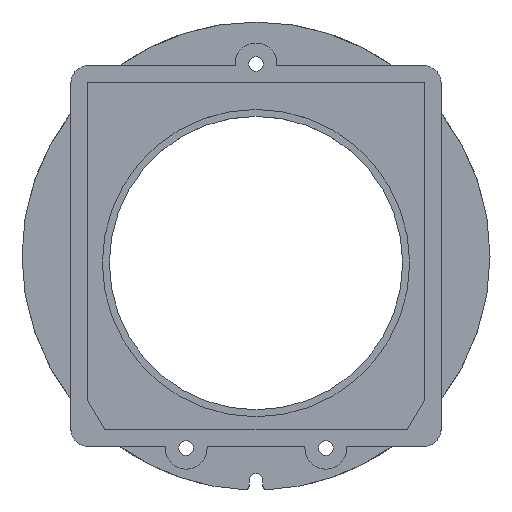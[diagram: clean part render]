
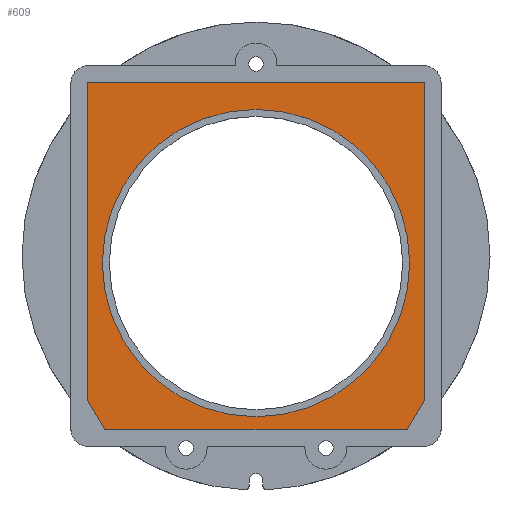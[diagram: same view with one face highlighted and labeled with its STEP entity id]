
A CAD part, top view. The second image highlights one B-rep face of the part: STEP entity #609.
In plain terms, the highlighted planar face has unit normal (0, 0, 1).
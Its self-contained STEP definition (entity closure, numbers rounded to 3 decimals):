
#2 = VECTOR ( 'NONE', #646, 1000. ) ;
#31 = VECTOR ( 'NONE', #145, 1000. ) ;
#42 = VERTEX_POINT ( 'NONE', #68 ) ;
#59 = DIRECTION ( 'NONE',  ( 0., 0., 1. ) ) ;
#60 = EDGE_CURVE ( 'NONE', #130, #893, #1249, .T. ) ;
#68 = CARTESIAN_POINT ( 'NONE',  ( -43.25, -49.75, 5. ) ) ;
#88 = LINE ( 'NONE', #344, #371 ) ;
#130 = VERTEX_POINT ( 'NONE', #184 ) ;
#131 = CARTESIAN_POINT ( 'NONE',  ( -48.25, 49.75, 5. ) ) ;
#135 = VERTEX_POINT ( 'NONE', #452 ) ;
#145 = DIRECTION ( 'NONE',  ( -1., 0., 0. ) ) ;
#172 = DIRECTION ( 'NONE',  ( 1., 0., 0. ) ) ;
#183 = DIRECTION ( 'NONE',  ( 0., 0., 1. ) ) ;
#184 = CARTESIAN_POINT ( 'NONE',  ( 44., -2., 5. ) ) ;
#230 = EDGE_CURVE ( 'NONE', #889, #135, #378, .T. ) ;
#238 = VERTEX_POINT ( 'NONE', #1365 ) ;
#275 = ORIENTED_EDGE ( 'NONE', *, *, #60, .F. ) ;
#296 = DIRECTION ( 'NONE',  ( 0., 0., 1. ) ) ;
#321 = CARTESIAN_POINT ( 'NONE',  ( -48.25, -49.75, 5. ) ) ;
#344 = CARTESIAN_POINT ( 'NONE',  ( -48.25, -41.25, 5. ) ) ;
#360 = LINE ( 'NONE', #321, #1005 ) ;
#371 = VECTOR ( 'NONE', #1662, 1000. ) ;
#378 = LINE ( 'NONE', #500, #2 ) ;
#400 = EDGE_CURVE ( 'NONE', #135, #238, #1669, .T. ) ;
#425 = CARTESIAN_POINT ( 'NONE',  ( -44., -2., 5. ) ) ;
#427 = ORIENTED_EDGE ( 'NONE', *, *, #1691, .F. ) ;
#452 = CARTESIAN_POINT ( 'NONE',  ( 48.25, -41.25, 5. ) ) ;
#462 = ORIENTED_EDGE ( 'NONE', *, *, #1554, .T. ) ;
#500 = CARTESIAN_POINT ( 'NONE',  ( 48.25, -41.25, 5. ) ) ;
#512 = DIRECTION ( 'NONE',  ( 1., 0., 0. ) ) ;
#575 = EDGE_CURVE ( 'NONE', #42, #889, #360, .T. ) ;
#594 = VERTEX_POINT ( 'NONE', #1608 ) ;
#609 = ADVANCED_FACE ( 'NONE', ( #1791, #930 ), #1204, .T. ) ;
#626 = CARTESIAN_POINT ( 'NONE',  ( 0., -2., 5. ) ) ;
#646 = DIRECTION ( 'NONE',  ( 0.507, 0.862, 0. ) ) ;
#683 = CARTESIAN_POINT ( 'NONE',  ( 48.25, 49.75, 5. ) ) ;
#750 = DIRECTION ( 'NONE',  ( 1., 0., 0. ) ) ;
#751 = VECTOR ( 'NONE', #1268, 1000. ) ;
#772 = ORIENTED_EDGE ( 'NONE', *, *, #1780, .F. ) ;
#797 = DIRECTION ( 'NONE',  ( 0., -1., 0. ) ) ;
#861 = LINE ( 'NONE', #1723, #31 ) ;
#889 = VERTEX_POINT ( 'NONE', #1415 ) ;
#893 = VERTEX_POINT ( 'NONE', #425 ) ;
#904 = ORIENTED_EDGE ( 'NONE', *, *, #1771, .T. ) ;
#929 = ORIENTED_EDGE ( 'NONE', *, *, #400, .T. ) ;
#930 = FACE_BOUND ( 'NONE', #1728, .T. ) ;
#959 = AXIS2_PLACEMENT_3D ( 'NONE', #626, #59, #512 ) ;
#1005 = VECTOR ( 'NONE', #1490, 1000. ) ;
#1106 = AXIS2_PLACEMENT_3D ( 'NONE', #1497, #183, #750 ) ;
#1170 = VECTOR ( 'NONE', #797, 1000. ) ;
#1204 = PLANE ( 'NONE',  #1106 ) ;
#1249 = CIRCLE ( 'NONE', #1397, 44. ) ;
#1268 = DIRECTION ( 'NONE',  ( 0., 1., 0. ) ) ;
#1365 = CARTESIAN_POINT ( 'NONE',  ( 48.25, 49.75, 5. ) ) ;
#1368 = VERTEX_POINT ( 'NONE', #131 ) ;
#1397 = AXIS2_PLACEMENT_3D ( 'NONE', #1609, #296, #172 ) ;
#1415 = CARTESIAN_POINT ( 'NONE',  ( 43.25, -49.75, 5. ) ) ;
#1447 = ORIENTED_EDGE ( 'NONE', *, *, #575, .T. ) ;
#1490 = DIRECTION ( 'NONE',  ( 1., 0., 0. ) ) ;
#1497 = CARTESIAN_POINT ( 'NONE',  ( 0., 0., 5. ) ) ;
#1554 = EDGE_CURVE ( 'NONE', #238, #1368, #861, .T. ) ;
#1556 = EDGE_LOOP ( 'NONE', ( #462, #904, #772, #1447, #1679, #929 ) ) ;
#1608 = CARTESIAN_POINT ( 'NONE',  ( -48.25, -41.25, 5. ) ) ;
#1609 = CARTESIAN_POINT ( 'NONE',  ( 0., -2., 5. ) ) ;
#1623 = CARTESIAN_POINT ( 'NONE',  ( -48.25, 49.75, 5. ) ) ;
#1662 = DIRECTION ( 'NONE',  ( -0.507, 0.862, 0. ) ) ;
#1669 = LINE ( 'NONE', #683, #751 ) ;
#1679 = ORIENTED_EDGE ( 'NONE', *, *, #230, .T. ) ;
#1691 = EDGE_CURVE ( 'NONE', #893, #130, #1701, .T. ) ;
#1701 = CIRCLE ( 'NONE', #959, 44. ) ;
#1723 = CARTESIAN_POINT ( 'NONE',  ( -48.25, 49.75, 5. ) ) ;
#1728 = EDGE_LOOP ( 'NONE', ( #275, #427 ) ) ;
#1771 = EDGE_CURVE ( 'NONE', #1368, #594, #1796, .T. ) ;
#1780 = EDGE_CURVE ( 'NONE', #42, #594, #88, .T. ) ;
#1791 = FACE_OUTER_BOUND ( 'NONE', #1556, .T. ) ;
#1796 = LINE ( 'NONE', #1623, #1170 ) ;
